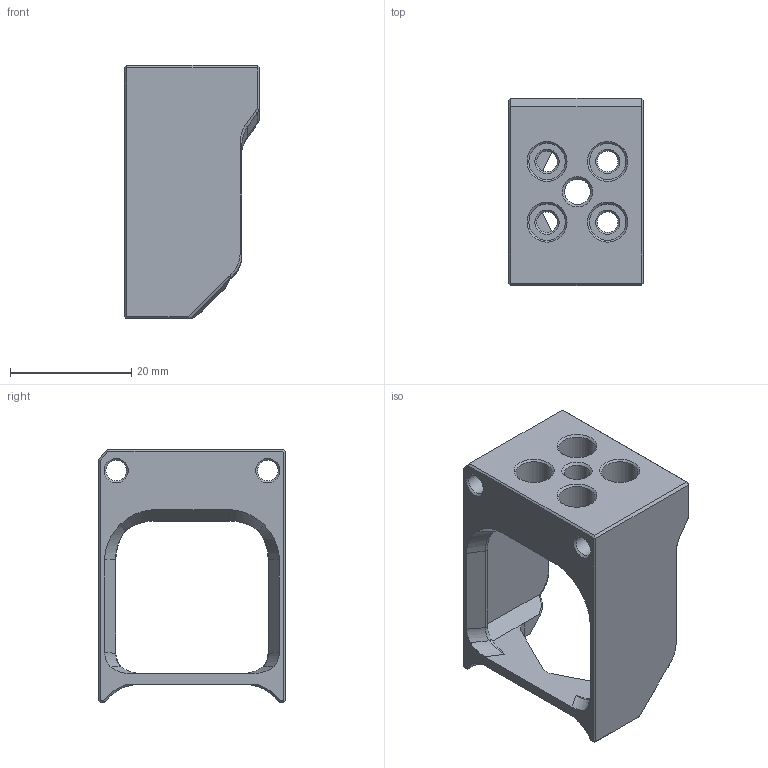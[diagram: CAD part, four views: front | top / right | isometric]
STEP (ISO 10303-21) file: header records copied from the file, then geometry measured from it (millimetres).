
FILE_DESCRIPTION(/* description */ (''),/* implementation_level */ '2;1');
FILE_NAME(/* name */ 'FS_Hotend_Mount_Drop_Effect_XG.step',/* time_stamp */ '2023-01-19T08:12:06-08:00',/* author */ (''),/* organization */ (''),/* preprocessor_version */ 'ST-DEVELOPER v19.2',/* originating_system */ 'Autodesk Translation Framework v11.17.0.187',/* authorisation */ '');
FILE_SCHEMA (('AUTOMOTIVE_DESIGN { 1 0 10303 214 3 1 1 }'));
Length unit declared in the file: millimetre
Products named in the file (1): FS_Hotend_Mount_Drop_Effect_XG
Bounding box: 22.19 x 30.8 x 41.75 mm (x, y, z)
Volume: 7935.2 mm3; surface area: 6379 mm2
Topology: 1 solids, 1 shells, 240 faces, 630 edges, 398 vertices
Faces by surface type: plane 106, bspline 63, cylinder 52, cone 15, sphere 2, torus 2
Full cylindrical faces by diameter (mm): 3.4 x6, 4.2 x1, 6 x4
Entity records: 10902 total; most frequent: CARTESIAN_POINT 5312, ORIENTED_EDGE 1256, DIRECTION 968, EDGE_CURVE 628, VERTEX_POINT 398, LINE 356, VECTOR 356, AXIS2_PLACEMENT_3D 306
